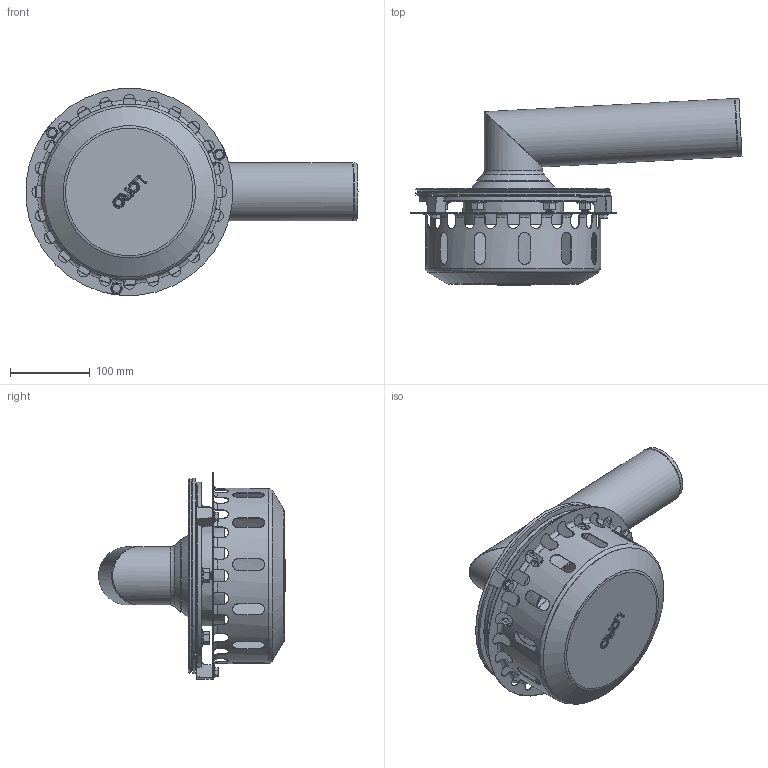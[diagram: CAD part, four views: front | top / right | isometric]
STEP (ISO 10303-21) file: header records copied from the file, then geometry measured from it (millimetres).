
FILE_DESCRIPTION(/* description */ (''),/* implementation_level */ '2;1');
FILE_NAME(/* name */ '21714.070X_3D.stp',/* time_stamp */ '2024-12-12T08:44:36+01:00',/* author */ ('CAD'),/* organization */ (''),/* preprocessor_version */ 'ST-DEVELOPER v20',/* originating_system */ 'AutoCAD Mechanical',/* authorisation */ '');
FILE_SCHEMA (('AUTOMOTIVE_DESIGN { 1 0 10303 214 3 1 1 }'));
Length unit declared in the file: millimetre
Products named in the file (2): Product; *S3
Assembly tree (1 placements, depth 2):
  Product
    *S3
Bounding box: 416.39 x 234.37 x 259.29 mm (x, y, z)
Volume: 632926.2 mm3; surface area: 612321.4 mm2
Topology: 24 solids, 24 shells, 792 faces, 2049 edges, 1278 vertices
Faces by surface type: cone 262, plane 227, cylinder 178, torus 107, bspline 15, sphere 3
Full cylindrical faces by diameter (mm): 6 x3, 7 x6, 8 x15, 8.376 x6, 10.5 x2, 13 x6, 16 x6, 70.6 x2, 73 x2, 125 x1, 218 x1, 220 x1, 245 x1, 260 x1
Entity records: 31059 total; most frequent: CARTESIAN_POINT 11862, ORIENTED_EDGE 4086, DIRECTION 3898, EDGE_CURVE 2043, AXIS2_PLACEMENT_3D 1583, VERTEX_POINT 1273, EDGE_LOOP 902, FACE_OUTER_BOUND 792
